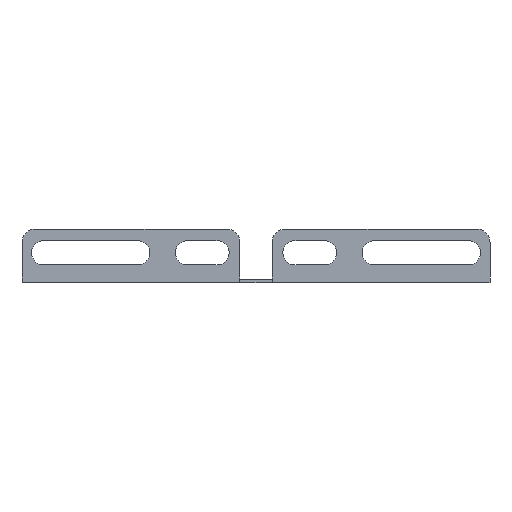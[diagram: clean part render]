
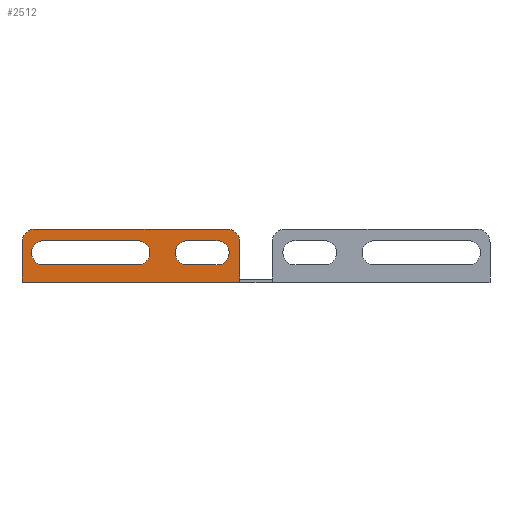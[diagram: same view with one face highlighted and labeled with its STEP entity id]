
A CAD part, front view. The second image highlights one B-rep face of the part: STEP entity #2512.
In plain terms, the highlighted planar face has unit normal (0, -1, 0).
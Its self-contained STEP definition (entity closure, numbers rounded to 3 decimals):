
#2 = DIRECTION ( 'NONE',  ( 0., -1., 0. ) ) ;
#21 = CARTESIAN_POINT ( 'NONE',  ( -87., -69.1, 1. ) ) ;
#29 = VERTEX_POINT ( 'NONE', #1306 ) ;
#39 = ORIENTED_EDGE ( 'NONE', *, *, #406, .F. ) ;
#42 = LINE ( 'NONE', #136, #2944 ) ;
#80 = AXIS2_PLACEMENT_3D ( 'NONE', #3344, #2041, #665 ) ;
#108 = CARTESIAN_POINT ( 'NONE',  ( -44., -69.1, 5.5 ) ) ;
#130 = CARTESIAN_POINT ( 'NONE',  ( -14.5, -69.1, 5.5 ) ) ;
#136 = CARTESIAN_POINT ( 'NONE',  ( -44., -69.1, 14.5 ) ) ;
#153 = VERTEX_POINT ( 'NONE', #1943 ) ;
#161 = EDGE_CURVE ( 'NONE', #3454, #2386, #2068, .T. ) ;
#245 = EDGE_LOOP ( 'NONE', ( #1150, #598, #2254, #519, #2490, #2531, #1830, #351 ) ) ;
#254 = VECTOR ( 'NONE', #1260, 1000. ) ;
#273 = VERTEX_POINT ( 'NONE', #2218 ) ;
#288 = CARTESIAN_POINT ( 'NONE',  ( 0., -69.1, 18.8 ) ) ;
#289 = EDGE_CURVE ( 'NONE', #539, #3454, #1844, .T. ) ;
#307 = ORIENTED_EDGE ( 'NONE', *, *, #2775, .F. ) ;
#320 = CARTESIAN_POINT ( 'NONE',  ( -44., -69.1, 5.5 ) ) ;
#351 = ORIENTED_EDGE ( 'NONE', *, *, #2917, .F. ) ;
#371 = VERTEX_POINT ( 'NONE', #641 ) ;
#381 = VECTOR ( 'NONE', #1787, 1000. ) ;
#395 = CIRCLE ( 'NONE', #80, 4.5 ) ;
#403 = VECTOR ( 'NONE', #1953, 1000. ) ;
#406 = EDGE_CURVE ( 'NONE', #3130, #539, #3027, .T. ) ;
#439 = CIRCLE ( 'NONE', #1089, 4.5 ) ;
#519 = ORIENTED_EDGE ( 'NONE', *, *, #2820, .T. ) ;
#539 = VERTEX_POINT ( 'NONE', #1481 ) ;
#548 = DIRECTION ( 'NONE',  ( -1., 0., 0. ) ) ;
#565 = ORIENTED_EDGE ( 'NONE', *, *, #289, .F. ) ;
#569 = VECTOR ( 'NONE', #1107, 1000. ) ;
#598 = ORIENTED_EDGE ( 'NONE', *, *, #2867, .T. ) ;
#641 = CARTESIAN_POINT ( 'NONE',  ( -82., -69.1, 18.8 ) ) ;
#644 = LINE ( 'NONE', #108, #3009 ) ;
#665 = DIRECTION ( 'NONE',  ( 0., 0., 1. ) ) ;
#724 = DIRECTION ( 'NONE',  ( 0., -1., 0. ) ) ;
#739 = EDGE_CURVE ( 'NONE', #1046, #371, #937, .T. ) ;
#779 = ORIENTED_EDGE ( 'NONE', *, *, #1655, .F. ) ;
#821 = EDGE_LOOP ( 'NONE', ( #565, #39, #307, #2202 ) ) ;
#829 = EDGE_CURVE ( 'NONE', #2013, #1916, #2465, .T. ) ;
#860 = EDGE_LOOP ( 'NONE', ( #2198, #3090, #779, #2252 ) ) ;
#876 = LINE ( 'NONE', #130, #381 ) ;
#905 = AXIS2_PLACEMENT_3D ( 'NONE', #2543, #1749, #923 ) ;
#906 = DIRECTION ( 'NONE',  ( 1., 0., 0. ) ) ;
#923 = DIRECTION ( 'NONE',  ( 0., 0., 1. ) ) ;
#935 = EDGE_CURVE ( 'NONE', #1919, #2843, #395, .T. ) ;
#937 = LINE ( 'NONE', #288, #1407 ) ;
#999 = DIRECTION ( 'NONE',  ( 0., 0., -1. ) ) ;
#1023 = CARTESIAN_POINT ( 'NONE',  ( -6., -69.1, 0. ) ) ;
#1032 = EDGE_CURVE ( 'NONE', #153, #273, #439, .T. ) ;
#1046 = VERTEX_POINT ( 'NONE', #1465 ) ;
#1070 = DIRECTION ( 'NONE',  ( 0., 0., 1. ) ) ;
#1089 = AXIS2_PLACEMENT_3D ( 'NONE', #1217, #2527, #1443 ) ;
#1107 = DIRECTION ( 'NONE',  ( 0., 0., -1. ) ) ;
#1139 = VERTEX_POINT ( 'NONE', #3433 ) ;
#1150 = ORIENTED_EDGE ( 'NONE', *, *, #1337, .T. ) ;
#1184 = VERTEX_POINT ( 'NONE', #3157 ) ;
#1189 = CARTESIAN_POINT ( 'NONE',  ( -82., -69.1, 13.8 ) ) ;
#1207 = AXIS2_PLACEMENT_3D ( 'NONE', #1189, #1460, #3354 ) ;
#1217 = CARTESIAN_POINT ( 'NONE',  ( -79., -69.1, 10. ) ) ;
#1218 = VERTEX_POINT ( 'NONE', #1614 ) ;
#1221 = FACE_BOUND ( 'NONE', #821, .T. ) ;
#1233 = DIRECTION ( 'NONE',  ( -1., 0., 0. ) ) ;
#1249 = CARTESIAN_POINT ( 'NONE',  ( -44., -69.1, 14.5 ) ) ;
#1260 = DIRECTION ( 'NONE',  ( 1., 0., 0. ) ) ;
#1299 = EDGE_CURVE ( 'NONE', #1218, #2013, #3309, .T. ) ;
#1304 = FACE_BOUND ( 'NONE', #860, .T. ) ;
#1306 = CARTESIAN_POINT ( 'NONE',  ( -6., -69.1, -1.2 ) ) ;
#1308 = CARTESIAN_POINT ( 'NONE',  ( 0., -69.1, -1.2 ) ) ;
#1337 = EDGE_CURVE ( 'NONE', #1184, #1139, #2841, .T. ) ;
#1391 = DIRECTION ( 'NONE',  ( 0., -1., 0. ) ) ;
#1407 = VECTOR ( 'NONE', #548, 1000. ) ;
#1443 = DIRECTION ( 'NONE',  ( 0., 0., 1. ) ) ;
#1460 = DIRECTION ( 'NONE',  ( 0., -1., 0. ) ) ;
#1465 = CARTESIAN_POINT ( 'NONE',  ( -11., -69.1, 18.8 ) ) ;
#1481 = CARTESIAN_POINT ( 'NONE',  ( -14.5, -69.1, 14.5 ) ) ;
#1597 = CARTESIAN_POINT ( 'NONE',  ( -6., -69.1, 0. ) ) ;
#1611 = CARTESIAN_POINT ( 'NONE',  ( 0., -69.1, 0. ) ) ;
#1612 = LINE ( 'NONE', #1308, #254 ) ;
#1614 = CARTESIAN_POINT ( 'NONE',  ( -87., -69.1, 13.8 ) ) ;
#1655 = EDGE_CURVE ( 'NONE', #273, #1919, #644, .T. ) ;
#1724 = CIRCLE ( 'NONE', #1207, 5. ) ;
#1749 = DIRECTION ( 'NONE',  ( 0., -1., 0. ) ) ;
#1787 = DIRECTION ( 'NONE',  ( 1., 0., 0. ) ) ;
#1830 = ORIENTED_EDGE ( 'NONE', *, *, #2026, .T. ) ;
#1844 = LINE ( 'NONE', #2993, #403 ) ;
#1877 = VECTOR ( 'NONE', #3497, 1000. ) ;
#1916 = VERTEX_POINT ( 'NONE', #2616 ) ;
#1919 = VERTEX_POINT ( 'NONE', #320 ) ;
#1943 = CARTESIAN_POINT ( 'NONE',  ( -79., -69.1, 14.5 ) ) ;
#1953 = DIRECTION ( 'NONE',  ( -1., 0., 0. ) ) ;
#2013 = VERTEX_POINT ( 'NONE', #2089 ) ;
#2017 = AXIS2_PLACEMENT_3D ( 'NONE', #3179, #724, #999 ) ;
#2026 = EDGE_CURVE ( 'NONE', #1916, #29, #1612, .T. ) ;
#2039 = VECTOR ( 'NONE', #3165, 1000. ) ;
#2041 = DIRECTION ( 'NONE',  ( 0., -1., 0. ) ) ;
#2045 = FACE_OUTER_BOUND ( 'NONE', #245, .T. ) ;
#2068 = CIRCLE ( 'NONE', #2275, 4.5 ) ;
#2089 = CARTESIAN_POINT ( 'NONE',  ( -87., -69.1, 1. ) ) ;
#2097 = CARTESIAN_POINT ( 'NONE',  ( -25.5, -69.1, 5.5 ) ) ;
#2128 = LINE ( 'NONE', #1023, #2039 ) ;
#2146 = VECTOR ( 'NONE', #1070, 1000. ) ;
#2198 = ORIENTED_EDGE ( 'NONE', *, *, #3416, .F. ) ;
#2202 = ORIENTED_EDGE ( 'NONE', *, *, #161, .F. ) ;
#2216 = CARTESIAN_POINT ( 'NONE',  ( -14.5, -69.1, 5.5 ) ) ;
#2218 = CARTESIAN_POINT ( 'NONE',  ( -79., -69.1, 5.5 ) ) ;
#2252 = ORIENTED_EDGE ( 'NONE', *, *, #1032, .F. ) ;
#2254 = ORIENTED_EDGE ( 'NONE', *, *, #739, .T. ) ;
#2275 = AXIS2_PLACEMENT_3D ( 'NONE', #3019, #1391, #3288 ) ;
#2386 = VERTEX_POINT ( 'NONE', #2097 ) ;
#2420 = PLANE ( 'NONE',  #2539 ) ;
#2465 = LINE ( 'NONE', #21, #569 ) ;
#2488 = CIRCLE ( 'NONE', #2017, 5. ) ;
#2490 = ORIENTED_EDGE ( 'NONE', *, *, #1299, .T. ) ;
#2512 = ADVANCED_FACE ( 'NONE', ( #2045, #1304, #1221 ), #2420, .T. ) ;
#2527 = DIRECTION ( 'NONE',  ( 0., -1., 0. ) ) ;
#2531 = ORIENTED_EDGE ( 'NONE', *, *, #829, .T. ) ;
#2539 = AXIS2_PLACEMENT_3D ( 'NONE', #1611, #2, #3068 ) ;
#2543 = CARTESIAN_POINT ( 'NONE',  ( -14.5, -69.1, 10. ) ) ;
#2616 = CARTESIAN_POINT ( 'NONE',  ( -87., -69.1, -1.2 ) ) ;
#2775 = EDGE_CURVE ( 'NONE', #2386, #3130, #876, .T. ) ;
#2820 = EDGE_CURVE ( 'NONE', #371, #1218, #1724, .T. ) ;
#2841 = LINE ( 'NONE', #1597, #2146 ) ;
#2843 = VERTEX_POINT ( 'NONE', #1249 ) ;
#2852 = CARTESIAN_POINT ( 'NONE',  ( -25.5, -69.1, 14.5 ) ) ;
#2867 = EDGE_CURVE ( 'NONE', #1139, #1046, #2488, .T. ) ;
#2917 = EDGE_CURVE ( 'NONE', #1184, #29, #2128, .T. ) ;
#2944 = VECTOR ( 'NONE', #1233, 1000. ) ;
#2993 = CARTESIAN_POINT ( 'NONE',  ( -14.5, -69.1, 14.5 ) ) ;
#3009 = VECTOR ( 'NONE', #906, 1000. ) ;
#3019 = CARTESIAN_POINT ( 'NONE',  ( -25.5, -69.1, 10. ) ) ;
#3027 = CIRCLE ( 'NONE', #905, 4.5 ) ;
#3068 = DIRECTION ( 'NONE',  ( 0., 0., -1. ) ) ;
#3090 = ORIENTED_EDGE ( 'NONE', *, *, #935, .F. ) ;
#3130 = VERTEX_POINT ( 'NONE', #2216 ) ;
#3157 = CARTESIAN_POINT ( 'NONE',  ( -6., -69.1, 1. ) ) ;
#3165 = DIRECTION ( 'NONE',  ( 0., 0., -1. ) ) ;
#3179 = CARTESIAN_POINT ( 'NONE',  ( -11., -69.1, 13.8 ) ) ;
#3184 = CARTESIAN_POINT ( 'NONE',  ( -87., -69.1, 0. ) ) ;
#3288 = DIRECTION ( 'NONE',  ( 0., 0., 1. ) ) ;
#3309 = LINE ( 'NONE', #3184, #1877 ) ;
#3344 = CARTESIAN_POINT ( 'NONE',  ( -44., -69.1, 10. ) ) ;
#3354 = DIRECTION ( 'NONE',  ( 0., 0., -1. ) ) ;
#3416 = EDGE_CURVE ( 'NONE', #2843, #153, #42, .T. ) ;
#3433 = CARTESIAN_POINT ( 'NONE',  ( -6., -69.1, 13.8 ) ) ;
#3454 = VERTEX_POINT ( 'NONE', #2852 ) ;
#3497 = DIRECTION ( 'NONE',  ( 0., 0., -1. ) ) ;
